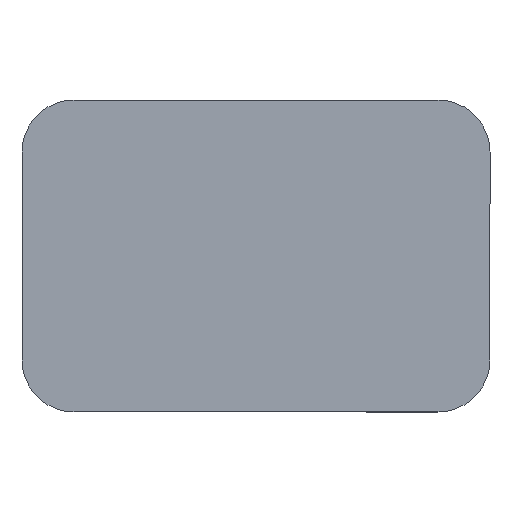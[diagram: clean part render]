
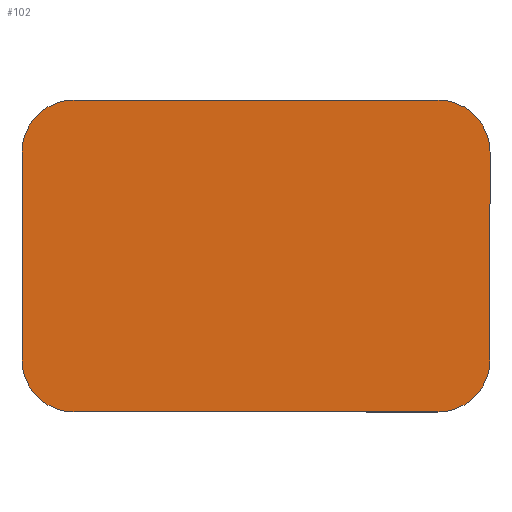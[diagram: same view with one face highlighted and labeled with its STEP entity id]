
A CAD part, front view. The second image highlights one B-rep face of the part: STEP entity #102.
In plain terms, the highlighted planar face has unit normal (0, -1, 0).
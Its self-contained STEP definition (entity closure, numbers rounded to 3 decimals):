
#3 = CARTESIAN_POINT ( 'NONE',  ( -35., 0., -30. ) ) ;
#17 = CARTESIAN_POINT ( 'NONE',  ( -35., 0., -20. ) ) ;
#26 = CARTESIAN_POINT ( 'NONE',  ( -45., 0., -20. ) ) ;
#38 = ORIENTED_EDGE ( 'NONE', *, *, #403, .F. ) ;
#39 = CARTESIAN_POINT ( 'NONE',  ( 35., 0., -30. ) ) ;
#49 = EDGE_CURVE ( 'NONE', #218, #535, #584, .T. ) ;
#57 = DIRECTION ( 'NONE',  ( 1., 0., 0. ) ) ;
#59 = ORIENTED_EDGE ( 'NONE', *, *, #492, .F. ) ;
#102 = ADVANCED_FACE ( 'NONE', ( #173 ), #417, .F. ) ;
#108 = CARTESIAN_POINT ( 'NONE',  ( -35., 0., 30. ) ) ;
#113 = CARTESIAN_POINT ( 'NONE',  ( -35., 0., -20. ) ) ;
#139 = DIRECTION ( 'NONE',  ( 0., 1., 0. ) ) ;
#143 = DIRECTION ( 'NONE',  ( 0., 0., 1. ) ) ;
#158 = ORIENTED_EDGE ( 'NONE', *, *, #290, .F. ) ;
#171 = AXIS2_PLACEMENT_3D ( 'NONE', #258, #497, #143 ) ;
#173 = FACE_OUTER_BOUND ( 'NONE', #202, .T. ) ;
#174 = EDGE_CURVE ( 'NONE', #329, #487, #612, .T. ) ;
#196 = CARTESIAN_POINT ( 'NONE',  ( -45., 0., -20. ) ) ;
#202 = EDGE_LOOP ( 'NONE', ( #615, #239, #556, #38, #158, #682, #553, #59 ) ) ;
#217 = CARTESIAN_POINT ( 'NONE',  ( 45., 0., -20. ) ) ;
#218 = VERTEX_POINT ( 'NONE', #488 ) ;
#226 = AXIS2_PLACEMENT_3D ( 'NONE', #480, #356, #243 ) ;
#233 = DIRECTION ( 'NONE',  ( 0., 0., 1. ) ) ;
#239 = ORIENTED_EDGE ( 'NONE', *, *, #174, .F. ) ;
#243 = DIRECTION ( 'NONE',  ( 0., 0., 1. ) ) ;
#252 = VERTEX_POINT ( 'NONE', #560 ) ;
#258 = CARTESIAN_POINT ( 'NONE',  ( 35., 0., 20. ) ) ;
#261 = VERTEX_POINT ( 'NONE', #26 ) ;
#270 = LINE ( 'NONE', #196, #507 ) ;
#290 = EDGE_CURVE ( 'NONE', #535, #341, #666, .T. ) ;
#301 = DIRECTION ( 'NONE',  ( 0., 0., 1. ) ) ;
#305 = AXIS2_PLACEMENT_3D ( 'NONE', #674, #139, #570 ) ;
#312 = EDGE_CURVE ( 'NONE', #642, #329, #378, .T. ) ;
#319 = CIRCLE ( 'NONE', #729, 10. ) ;
#329 = VERTEX_POINT ( 'NONE', #39 ) ;
#341 = VERTEX_POINT ( 'NONE', #388 ) ;
#343 = VECTOR ( 'NONE', #464, 1000. ) ;
#354 = DIRECTION ( 'NONE',  ( 0., 1., 0. ) ) ;
#356 = DIRECTION ( 'NONE',  ( 0., 1., 0. ) ) ;
#362 = DIRECTION ( 'NONE',  ( 0., 1., 0. ) ) ;
#378 = CIRCLE ( 'NONE', #305, 10. ) ;
#382 = CIRCLE ( 'NONE', #226, 10. ) ;
#388 = CARTESIAN_POINT ( 'NONE',  ( 45., 0., 20. ) ) ;
#403 = EDGE_CURVE ( 'NONE', #341, #642, #467, .T. ) ;
#412 = DIRECTION ( 'NONE',  ( -1., 0., 0. ) ) ;
#417 = PLANE ( 'NONE',  #762 ) ;
#440 = DIRECTION ( 'NONE',  ( 0., 0., 1. ) ) ;
#461 = CARTESIAN_POINT ( 'NONE',  ( 35., 0., 30. ) ) ;
#464 = DIRECTION ( 'NONE',  ( 0., 0., -1. ) ) ;
#467 = LINE ( 'NONE', #474, #343 ) ;
#474 = CARTESIAN_POINT ( 'NONE',  ( 45., 0., -20. ) ) ;
#480 = CARTESIAN_POINT ( 'NONE',  ( -35., 0., 20. ) ) ;
#487 = VERTEX_POINT ( 'NONE', #697 ) ;
#488 = CARTESIAN_POINT ( 'NONE',  ( -35., 0., 30. ) ) ;
#492 = EDGE_CURVE ( 'NONE', #261, #252, #270, .T. ) ;
#497 = DIRECTION ( 'NONE',  ( 0., 1., 0. ) ) ;
#507 = VECTOR ( 'NONE', #440, 1000. ) ;
#535 = VERTEX_POINT ( 'NONE', #461 ) ;
#553 = ORIENTED_EDGE ( 'NONE', *, *, #736, .F. ) ;
#556 = ORIENTED_EDGE ( 'NONE', *, *, #312, .F. ) ;
#560 = CARTESIAN_POINT ( 'NONE',  ( -45., 0., 20. ) ) ;
#570 = DIRECTION ( 'NONE',  ( 0., 0., -1. ) ) ;
#584 = LINE ( 'NONE', #108, #743 ) ;
#612 = LINE ( 'NONE', #3, #643 ) ;
#615 = ORIENTED_EDGE ( 'NONE', *, *, #678, .F. ) ;
#642 = VERTEX_POINT ( 'NONE', #217 ) ;
#643 = VECTOR ( 'NONE', #412, 1000. ) ;
#666 = CIRCLE ( 'NONE', #171, 10. ) ;
#674 = CARTESIAN_POINT ( 'NONE',  ( 35., 0., -20. ) ) ;
#678 = EDGE_CURVE ( 'NONE', #487, #261, #319, .T. ) ;
#682 = ORIENTED_EDGE ( 'NONE', *, *, #49, .F. ) ;
#697 = CARTESIAN_POINT ( 'NONE',  ( -35., 0., -30. ) ) ;
#729 = AXIS2_PLACEMENT_3D ( 'NONE', #113, #354, #233 ) ;
#736 = EDGE_CURVE ( 'NONE', #252, #218, #382, .T. ) ;
#743 = VECTOR ( 'NONE', #57, 1000. ) ;
#762 = AXIS2_PLACEMENT_3D ( 'NONE', #17, #362, #301 ) ;
